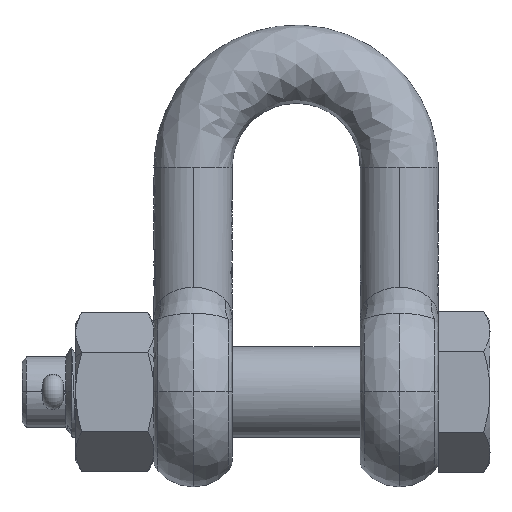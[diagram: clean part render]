
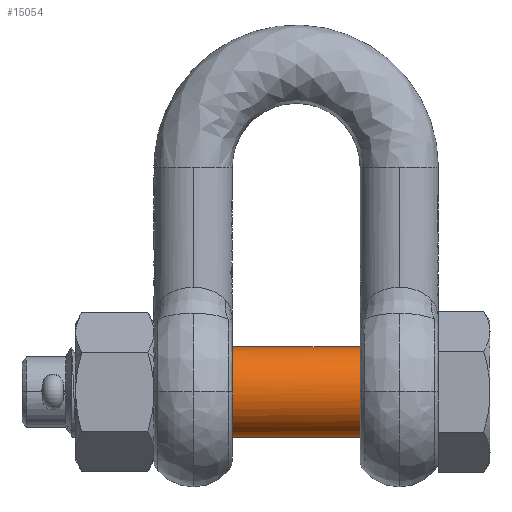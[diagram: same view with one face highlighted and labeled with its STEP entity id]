
A CAD part, top view. The second image highlights one B-rep face of the part: STEP entity #15054.
In plain terms, the highlighted cylindrical face has radius 11 mm (diameter 22 mm), a partial arc.
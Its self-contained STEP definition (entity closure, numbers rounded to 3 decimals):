
#14368 = VERTEX_POINT ( 'NONE', #31848 ) ;
#14951 = EDGE_LOOP ( 'NONE', ( #15055, #15221, #15227, #15234 ) ) ;
#14955 = VERTEX_POINT ( 'NONE', #32956 ) ;
#15054 = ADVANCED_FACE ( 'NONE', ( #33173 ), #33172, .T. ) ;
#15055 = ORIENTED_EDGE ( 'NONE', *, *, #15057, .T. ) ;
#15057 = EDGE_CURVE ( 'NONE', #14368, #14955, #33142, .T. ) ;
#15221 = ORIENTED_EDGE ( 'NONE', *, *, #15223, .T. ) ;
#15223 = EDGE_CURVE ( 'NONE', #14955, #15225, #33982, .T. ) ;
#15225 = VERTEX_POINT ( 'NONE', #33978 ) ;
#15227 = ORIENTED_EDGE ( 'NONE', *, *, #15229, .F. ) ;
#15229 = EDGE_CURVE ( 'NONE', #15232, #15225, #33976, .T. ) ;
#15232 = VERTEX_POINT ( 'NONE', #33977 ) ;
#15234 = ORIENTED_EDGE ( 'NONE', *, *, #15236, .F. ) ;
#15236 = EDGE_CURVE ( 'NONE', #14368, #15232, #33925, .T. ) ;
#31848 = CARTESIAN_POINT ( 'NONE',  ( 11., 0., 12.75 ) ) ;
#32956 = CARTESIAN_POINT ( 'NONE',  ( -11., 0., 12.75 ) ) ;
#33138 = DIRECTION ( 'NONE',  ( -1., 0., 0. ) ) ;
#33139 = DIRECTION ( 'NONE',  ( 0., 0., 1. ) ) ;
#33140 = CARTESIAN_POINT ( 'NONE',  ( 0., 0., 12.75 ) ) ;
#33141 = AXIS2_PLACEMENT_3D ( 'NONE', #33140, #33139, #33138 ) ;
#33142 = CIRCLE ( 'NONE', #33141, 11. ) ;
#33168 = DIRECTION ( 'NONE',  ( 1., 0., 0. ) ) ;
#33169 = DIRECTION ( 'NONE',  ( 0., 0., 1. ) ) ;
#33170 = AXIS2_PLACEMENT_3D ( 'NONE', #33171, #33169, #33168 ) ;
#33171 = CARTESIAN_POINT ( 'NONE',  ( 0., 0., 12.75 ) ) ;
#33172 = CYLINDRICAL_SURFACE ( 'NONE', #33170, 11. ) ;
#33173 = FACE_OUTER_BOUND ( 'NONE', #14951, .T. ) ;
#33922 = DIRECTION ( 'NONE',  ( 0., 0., 1. ) ) ;
#33923 = VECTOR ( 'NONE', #33922, 1000. ) ;
#33924 = CARTESIAN_POINT ( 'NONE',  ( 11., 0., 12.75 ) ) ;
#33925 = LINE ( 'NONE', #33924, #33923 ) ;
#33926 = CARTESIAN_POINT ( 'NONE',  ( -11., 0., 76.998 ) ) ;
#33927 = CARTESIAN_POINT ( 'NONE',  ( -11., 0.727, 76.968 ) ) ;
#33928 = CARTESIAN_POINT ( 'NONE',  ( -10.927, 1.454, 76.938 ) ) ;
#33929 = CARTESIAN_POINT ( 'NONE',  ( -10.645, 2.862, 76.879 ) ) ;
#33930 = CARTESIAN_POINT ( 'NONE',  ( -10.437, 3.548, 76.849 ) ) ;
#33931 = CARTESIAN_POINT ( 'NONE',  ( -10.022, 4.548, 76.805 ) ) ;
#33932 = CARTESIAN_POINT ( 'NONE',  ( -9.866, 4.878, 76.79 ) ) ;
#33933 = CARTESIAN_POINT ( 'NONE',  ( -9.525, 5.513, 76.76 ) ) ;
#33934 = CARTESIAN_POINT ( 'NONE',  ( -9.34, 5.821, 76.745 ) ) ;
#33935 = CARTESIAN_POINT ( 'NONE',  ( -8.743, 6.714, 76.701 ) ) ;
#33936 = CARTESIAN_POINT ( 'NONE',  ( -8.286, 7.271, 76.671 ) ) ;
#33937 = CARTESIAN_POINT ( 'NONE',  ( -7.259, 8.297, 76.611 ) ) ;
#33938 = CARTESIAN_POINT ( 'NONE',  ( -6.703, 8.751, 76.582 ) ) ;
#33939 = CARTESIAN_POINT ( 'NONE',  ( -5.809, 9.348, 76.538 ) ) ;
#33940 = CARTESIAN_POINT ( 'NONE',  ( -5.501, 9.533, 76.523 ) ) ;
#33941 = CARTESIAN_POINT ( 'NONE',  ( -4.863, 9.873, 76.493 ) ) ;
#33942 = CARTESIAN_POINT ( 'NONE',  ( -4.534, 10.029, 76.478 ) ) ;
#33943 = CARTESIAN_POINT ( 'NONE',  ( -3.535, 10.441, 76.433 ) ) ;
#33944 = CARTESIAN_POINT ( 'NONE',  ( -2.849, 10.649, 76.404 ) ) ;
#33945 = CARTESIAN_POINT ( 'NONE',  ( -1.791, 10.859, 76.359 ) ) ;
#33948 = CARTESIAN_POINT ( 'NONE',  ( -1.432, 10.912, 76.345 ) ) ;
#33949 = CARTESIAN_POINT ( 'NONE',  ( -0.711, 10.983, 76.315 ) ) ;
#33950 = CARTESIAN_POINT ( 'NONE',  ( -0.351, 11., 76.3 ) ) ;
#33951 = CARTESIAN_POINT ( 'NONE',  ( 0.725, 11., 76.255 ) ) ;
#33952 = CARTESIAN_POINT ( 'NONE',  ( 1.438, 10.93, 76.226 ) ) ;
#33953 = CARTESIAN_POINT ( 'NONE',  ( 2.503, 10.717, 76.181 ) ) ;
#33954 = CARTESIAN_POINT ( 'NONE',  ( 2.856, 10.629, 76.166 ) ) ;
#33955 = CARTESIAN_POINT ( 'NONE',  ( 3.544, 10.42, 76.137 ) ) ;
#33956 = CARTESIAN_POINT ( 'NONE',  ( 3.882, 10.299, 76.122 ) ) ;
#33957 = CARTESIAN_POINT ( 'NONE',  ( 4.544, 10.024, 76.092 ) ) ;
#33958 = CARTESIAN_POINT ( 'NONE',  ( 4.868, 9.871, 76.078 ) ) ;
#33959 = CARTESIAN_POINT ( 'NONE',  ( 5.503, 9.531, 76.048 ) ) ;
#33960 = CARTESIAN_POINT ( 'NONE',  ( 5.815, 9.344, 76.033 ) ) ;
#33961 = CARTESIAN_POINT ( 'NONE',  ( 6.717, 8.741, 75.988 ) ) ;
#33962 = CARTESIAN_POINT ( 'NONE',  ( 7.271, 8.286, 75.959 ) ) ;
#33963 = CARTESIAN_POINT ( 'NONE',  ( 8.032, 7.525, 75.914 ) ) ;
#33964 = CARTESIAN_POINT ( 'NONE',  ( 8.274, 7.258, 75.899 ) ) ;
#33965 = CARTESIAN_POINT ( 'NONE',  ( 8.734, 6.697, 75.87 ) ) ;
#33966 = CARTESIAN_POINT ( 'NONE',  ( 8.949, 6.406, 75.855 ) ) ;
#33967 = CARTESIAN_POINT ( 'NONE',  ( 9.548, 5.509, 75.81 ) ) ;
#33968 = CARTESIAN_POINT ( 'NONE',  ( 9.886, 4.877, 75.781 ) ) ;
#33969 = CARTESIAN_POINT ( 'NONE',  ( 10.3, 3.878, 75.736 ) ) ;
#33970 = CARTESIAN_POINT ( 'NONE',  ( 10.423, 3.535, 75.721 ) ) ;
#33971 = CARTESIAN_POINT ( 'NONE',  ( 10.632, 2.844, 75.691 ) ) ;
#33972 = CARTESIAN_POINT ( 'NONE',  ( 10.719, 2.495, 75.677 ) ) ;
#33973 = CARTESIAN_POINT ( 'NONE',  ( 10.929, 1.441, 75.632 ) ) ;
#33974 = CARTESIAN_POINT ( 'NONE',  ( 11., 0.727, 75.603 ) ) ;
#33975 = CARTESIAN_POINT ( 'NONE',  ( 11., 0., 75.573 ) ) ;
#33976 = B_SPLINE_CURVE_WITH_KNOTS ( 'NONE', 3,
 ( #33975, #33974, #33973, #33972, #33971, #33970, #33969, #33968, #33967, #33966, #33965, #33964, #33963, #33962, #33961, #33960, #33959, #33958, #33957, #33956, #33955, #33954, #33953, #33952, #33951, #33950, #33949, #33948, #33945, #33944, #33943, #33942, #33941, #33940, #33939, #33938, #33937, #33936, #33935, #33934, #33933, #33932, #33931, #33930, #33929, #33928, #33927, #33926 ),
 .UNSPECIFIED., .F., .F.,
 ( 4, 2, 2, 2, 2, 2, 2, 2, 2, 2, 2, 2, 2, 2, 2, 2, 2, 2, 2, 2, 2, 2, 2, 4 ),
 ( 0.012, 0.014, 0.015, 0.017, 0.019, 0.02, 0.021, 0.023, 0.024, 0.025, 0.026, 0.027, 0.029, 0.031, 0.032, 0.034, 0.035, 0.036, 0.038, 0.04, 0.041, 0.042, 0.045, 0.047 ),
 .UNSPECIFIED. ) ;
#33977 = CARTESIAN_POINT ( 'NONE',  ( 11., 0., 75.573 ) ) ;
#33978 = CARTESIAN_POINT ( 'NONE',  ( -11., 0., 76.998 ) ) ;
#33979 = DIRECTION ( 'NONE',  ( 0., 0., 1. ) ) ;
#33980 = VECTOR ( 'NONE', #33979, 1000. ) ;
#33981 = CARTESIAN_POINT ( 'NONE',  ( -11., 0., 12.75 ) ) ;
#33982 = LINE ( 'NONE', #33981, #33980 ) ;
